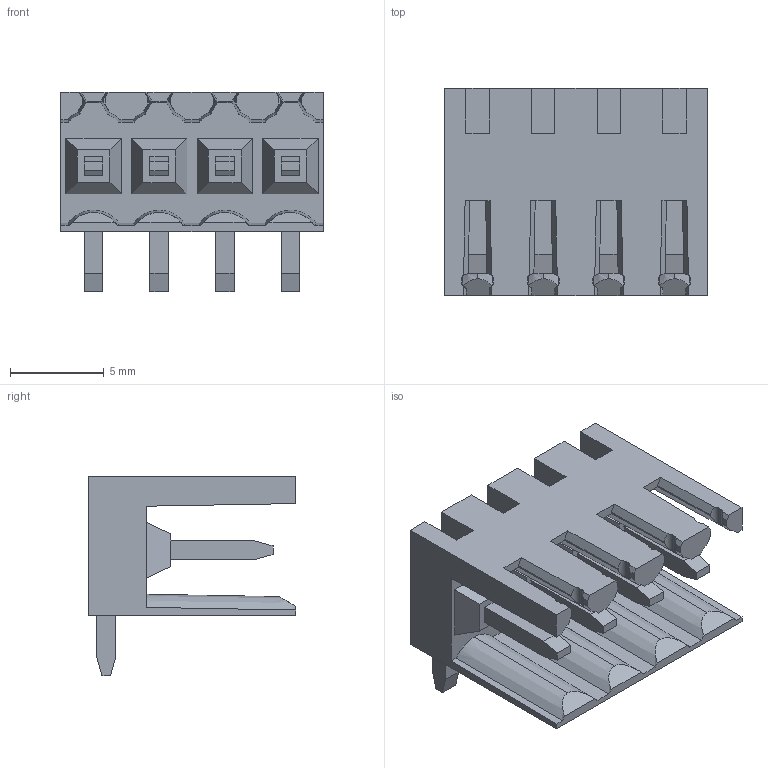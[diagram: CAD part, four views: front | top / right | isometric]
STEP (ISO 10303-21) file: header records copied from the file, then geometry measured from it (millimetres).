
FILE_DESCRIPTION(('CATIA V5 STEP Exchange','CAx-IF Rec.Pracs.--- Model Styling and Organization---1.4--- 2014-01-23'),'2;1');
FILE_NAME ('D1488096_0_1065750000_1065750000.stp','2021-05-31T11:58:02+00:00',('none'),('Weidmueller'),'CATIA Version 5-6 Release 2016 SP3 HF44','CATIA V5 STEP AP214','none');
FILE_SCHEMA(('AUTOMOTIVE_DESIGN { 1 0 10303 214 1 1 1 1 }'));
Length unit declared in the file: millimetre
Products named in the file (1): 1065750000
Bounding box: 14 x 11.05 x 10.65 mm (x, y, z)
Volume: 505.8 mm3; surface area: 1263 mm2
Topology: 5 solids, 5 shells, 266 faces, 779 edges, 523 vertices
Faces by surface type: plane 210, cylinder 32, cone 24
Entity records: 8943 total; most frequent: CARTESIAN_POINT 1949, ORIENTED_EDGE 1558, DIRECTION 1107, EDGE_CURVE 779, VECTOR 599, LINE 599, VERTEX_POINT 523, AXIS2_PLACEMENT_3D 305
